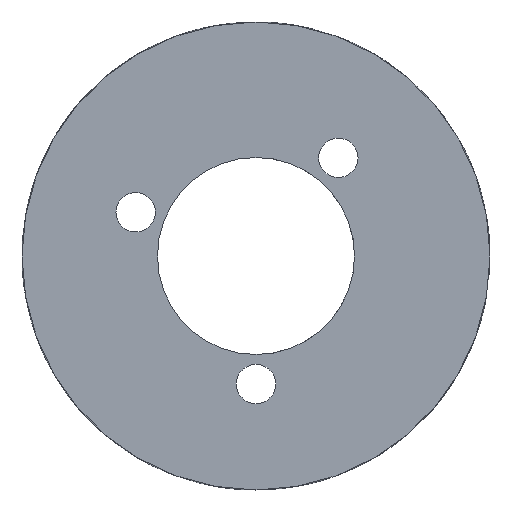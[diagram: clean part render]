
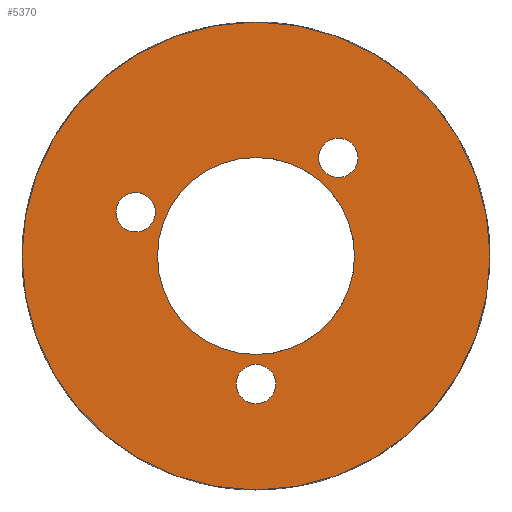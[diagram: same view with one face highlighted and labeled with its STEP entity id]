
A CAD part, left-side view. The second image highlights one B-rep face of the part: STEP entity #5370.
In plain terms, the highlighted planar face has unit normal (-1, 0, 0).
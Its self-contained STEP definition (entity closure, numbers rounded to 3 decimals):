
#24 = FACE_OUTER_BOUND ( 'NONE', #22018, .T. ) ;
#131 = CARTESIAN_POINT ( 'NONE',  ( -2., 0., 0. ) ) ;
#434 = CARTESIAN_POINT ( 'NONE',  ( -2., -4.178, 4.979 ) ) ;
#784 = EDGE_CURVE ( 'NONE', #24976, #21541, #23669, .T. ) ;
#1351 = DIRECTION ( 'NONE',  ( 1., 0., 0. ) ) ;
#1570 = AXIS2_PLACEMENT_3D ( 'NONE', #18893, #1351, #14449 ) ;
#1654 = AXIS2_PLACEMENT_3D ( 'NONE', #22187, #27285, #21863 ) ;
#1745 = DIRECTION ( 'NONE',  ( 1., 0., 0. ) ) ;
#1865 = EDGE_CURVE ( 'NONE', #29856, #2072, #23162, .T. ) ;
#2014 = VERTEX_POINT ( 'NONE', #28094 ) ;
#2072 = VERTEX_POINT ( 'NONE', #10008 ) ;
#2301 = CARTESIAN_POINT ( 'NONE',  ( -2., 0., -6.5 ) ) ;
#2408 = VERTEX_POINT ( 'NONE', #7129 ) ;
#2609 = AXIS2_PLACEMENT_3D ( 'NONE', #21237, #31257, #19726 ) ;
#2781 = CIRCLE ( 'NONE', #27413, 5. ) ;
#3065 = VERTEX_POINT ( 'NONE', #14927 ) ;
#3700 = ORIENTED_EDGE ( 'NONE', *, *, #14926, .T. ) ;
#4736 = AXIS2_PLACEMENT_3D ( 'NONE', #29316, #1745, #29007 ) ;
#4847 = AXIS2_PLACEMENT_3D ( 'NONE', #20491, #12778, #22794 ) ;
#5239 = CIRCLE ( 'NONE', #2609, 1. ) ;
#5370 = ADVANCED_FACE ( 'NONE', ( #22503, #24332, #14472, #24, #30070 ), #11846, .F. ) ;
#5960 = CARTESIAN_POINT ( 'NONE',  ( -2., 0., 0. ) ) ;
#6130 = EDGE_LOOP ( 'NONE', ( #28175, #29340 ) ) ;
#6429 = AXIS2_PLACEMENT_3D ( 'NONE', #434, #15697, #20288 ) ;
#7123 = ORIENTED_EDGE ( 'NONE', *, *, #27649, .F. ) ;
#7129 = CARTESIAN_POINT ( 'NONE',  ( -2., 6.108, 1.223 ) ) ;
#7399 = AXIS2_PLACEMENT_3D ( 'NONE', #21692, #11830, #14303 ) ;
#7715 = DIRECTION ( 'NONE',  ( 0., 0., -1. ) ) ;
#7995 = CIRCLE ( 'NONE', #4847, 5. ) ;
#8451 = CARTESIAN_POINT ( 'NONE',  ( -2., 0., 11.875 ) ) ;
#9579 = ORIENTED_EDGE ( 'NONE', *, *, #24972, .T. ) ;
#10008 = CARTESIAN_POINT ( 'NONE',  ( -2., 0., -11.875 ) ) ;
#10571 = CARTESIAN_POINT ( 'NONE',  ( -2., 0., -6.5 ) ) ;
#10722 = VERTEX_POINT ( 'NONE', #29279 ) ;
#11512 = CIRCLE ( 'NONE', #1570, 1. ) ;
#11549 = CIRCLE ( 'NONE', #24142, 11.875 ) ;
#11721 = ORIENTED_EDGE ( 'NONE', *, *, #784, .T. ) ;
#11830 = DIRECTION ( 'NONE',  ( 1., 0., 0. ) ) ;
#11846 = PLANE ( 'NONE',  #1654 ) ;
#12778 = DIRECTION ( 'NONE',  ( 1., 0., 0. ) ) ;
#12838 = ORIENTED_EDGE ( 'NONE', *, *, #24661, .T. ) ;
#14303 = DIRECTION ( 'NONE',  ( 0., 0., -1. ) ) ;
#14449 = DIRECTION ( 'NONE',  ( 0., 0., -1. ) ) ;
#14472 = FACE_BOUND ( 'NONE', #6130, .T. ) ;
#14546 = EDGE_LOOP ( 'NONE', ( #9579, #3700 ) ) ;
#14671 = VERTEX_POINT ( 'NONE', #28288 ) ;
#14926 = EDGE_CURVE ( 'NONE', #3065, #24017, #7995, .T. ) ;
#14927 = CARTESIAN_POINT ( 'NONE',  ( -2., 0., -5. ) ) ;
#15286 = EDGE_CURVE ( 'NONE', #2014, #14671, #28984, .T. ) ;
#15697 = DIRECTION ( 'NONE',  ( 1., 0., 0. ) ) ;
#15964 = DIRECTION ( 'NONE',  ( 1., 0., 0. ) ) ;
#16924 = CIRCLE ( 'NONE', #18509, 1. ) ;
#18509 = AXIS2_PLACEMENT_3D ( 'NONE', #10571, #26306, #25527 ) ;
#18893 = CARTESIAN_POINT ( 'NONE',  ( -2., -4.178, 4.979 ) ) ;
#19726 = DIRECTION ( 'NONE',  ( 0., 0., -1. ) ) ;
#20288 = DIRECTION ( 'NONE',  ( 0., 0., -1. ) ) ;
#20478 = CARTESIAN_POINT ( 'NONE',  ( -2., 0., -5.5 ) ) ;
#20491 = CARTESIAN_POINT ( 'NONE',  ( -2., 0., 0. ) ) ;
#21237 = CARTESIAN_POINT ( 'NONE',  ( -2., 6.108, 2.223 ) ) ;
#21541 = VERTEX_POINT ( 'NONE', #27901 ) ;
#21692 = CARTESIAN_POINT ( 'NONE',  ( -2., 0., 0. ) ) ;
#21863 = DIRECTION ( 'NONE',  ( 0., 0., -1. ) ) ;
#21991 = DIRECTION ( 'NONE',  ( 1., 0., 0. ) ) ;
#22018 = EDGE_LOOP ( 'NONE', ( #29897, #7123 ) ) ;
#22187 = CARTESIAN_POINT ( 'NONE',  ( -2., 0., 0. ) ) ;
#22360 = EDGE_CURVE ( 'NONE', #10722, #2408, #5239, .T. ) ;
#22503 = FACE_BOUND ( 'NONE', #29262, .T. ) ;
#22794 = DIRECTION ( 'NONE',  ( 0., 0., -1. ) ) ;
#23021 = DIRECTION ( 'NONE',  ( 0., 0., -1. ) ) ;
#23112 = DIRECTION ( 'NONE',  ( 1., 0., 0. ) ) ;
#23141 = EDGE_CURVE ( 'NONE', #14671, #2014, #11512, .T. ) ;
#23153 = CARTESIAN_POINT ( 'NONE',  ( -2., 0., 5. ) ) ;
#23162 = CIRCLE ( 'NONE', #7399, 11.875 ) ;
#23564 = ORIENTED_EDGE ( 'NONE', *, *, #15286, .T. ) ;
#23669 = CIRCLE ( 'NONE', #24187, 1. ) ;
#24017 = VERTEX_POINT ( 'NONE', #23153 ) ;
#24142 = AXIS2_PLACEMENT_3D ( 'NONE', #5960, #15964, #23021 ) ;
#24187 = AXIS2_PLACEMENT_3D ( 'NONE', #2301, #21991, #7715 ) ;
#24332 = FACE_BOUND ( 'NONE', #25090, .T. ) ;
#24661 = EDGE_CURVE ( 'NONE', #21541, #24976, #16924, .T. ) ;
#24972 = EDGE_CURVE ( 'NONE', #24017, #3065, #2781, .T. ) ;
#24976 = VERTEX_POINT ( 'NONE', #20478 ) ;
#25090 = EDGE_LOOP ( 'NONE', ( #12838, #11721 ) ) ;
#25527 = DIRECTION ( 'NONE',  ( 0., 0., -1. ) ) ;
#25728 = CIRCLE ( 'NONE', #4736, 1. ) ;
#26306 = DIRECTION ( 'NONE',  ( 1., 0., 0. ) ) ;
#26322 = ORIENTED_EDGE ( 'NONE', *, *, #23141, .T. ) ;
#27285 = DIRECTION ( 'NONE',  ( 1., 0., 0. ) ) ;
#27413 = AXIS2_PLACEMENT_3D ( 'NONE', #131, #23112, #28050 ) ;
#27649 = EDGE_CURVE ( 'NONE', #2072, #29856, #11549, .T. ) ;
#27901 = CARTESIAN_POINT ( 'NONE',  ( -2., 0., -7.5 ) ) ;
#28050 = DIRECTION ( 'NONE',  ( 0., 0., -1. ) ) ;
#28094 = CARTESIAN_POINT ( 'NONE',  ( -2., -4.178, 5.979 ) ) ;
#28175 = ORIENTED_EDGE ( 'NONE', *, *, #29029, .T. ) ;
#28288 = CARTESIAN_POINT ( 'NONE',  ( -2., -4.178, 3.979 ) ) ;
#28984 = CIRCLE ( 'NONE', #6429, 1. ) ;
#29007 = DIRECTION ( 'NONE',  ( 0., 0., -1. ) ) ;
#29029 = EDGE_CURVE ( 'NONE', #2408, #10722, #25728, .T. ) ;
#29262 = EDGE_LOOP ( 'NONE', ( #26322, #23564 ) ) ;
#29279 = CARTESIAN_POINT ( 'NONE',  ( -2., 6.108, 3.223 ) ) ;
#29316 = CARTESIAN_POINT ( 'NONE',  ( -2., 6.108, 2.223 ) ) ;
#29340 = ORIENTED_EDGE ( 'NONE', *, *, #22360, .T. ) ;
#29856 = VERTEX_POINT ( 'NONE', #8451 ) ;
#29897 = ORIENTED_EDGE ( 'NONE', *, *, #1865, .F. ) ;
#30070 = FACE_BOUND ( 'NONE', #14546, .T. ) ;
#31257 = DIRECTION ( 'NONE',  ( 1., 0., 0. ) ) ;
